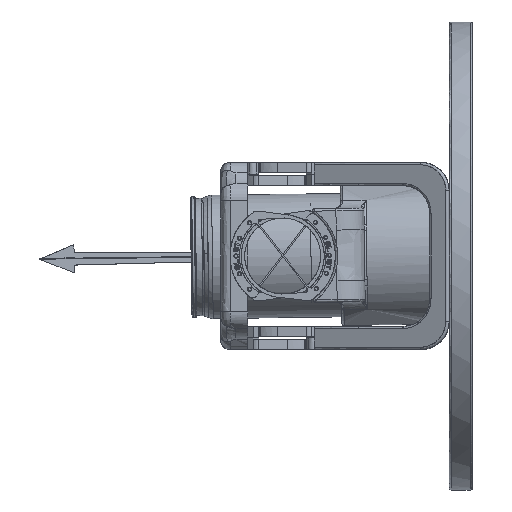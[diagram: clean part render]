
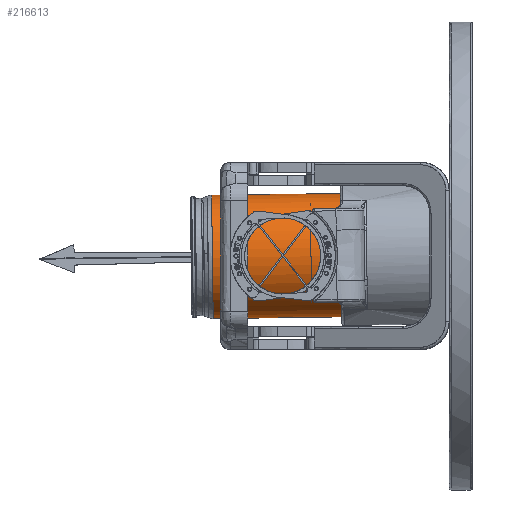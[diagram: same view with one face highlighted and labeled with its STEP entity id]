
A CAD part, left-side view. The second image highlights one B-rep face of the part: STEP entity #216613.
In plain terms, the highlighted free-form (B-spline) face has degree [2, 1] with [5, 2] control points.
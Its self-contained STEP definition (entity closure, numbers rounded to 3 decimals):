
#216613 = ADVANCED_FACE('',(#216614),#216650,.T.);
#216614 = FACE_BOUND('',#216615,.T.);
#216615 = EDGE_LOOP('',(#216616,#216628,#216635,#216645));
#216616 = ORIENTED_EDGE('',*,*,#216617,.F.);
#216617 = EDGE_CURVE('',#216618,#216620,#216622,.T.);
#216618 = VERTEX_POINT('',#216619);
#216619 = CARTESIAN_POINT('',(-1.801,-47.71,
    -33.085));
#216620 = VERTEX_POINT('',#216621);
#216621 = CARTESIAN_POINT('',(2.165,-46.777,
    35.191));
#216622 = ( BOUNDED_CURVE() B_SPLINE_CURVE(2,(#216623,#216624,#216625,
#216626,#216627),.UNSPECIFIED.,.F.,.F.) B_SPLINE_CURVE_WITH_KNOTS((3,2,3
    ),(3.142,4.712,6.283),
.PIECEWISE_BEZIER_KNOTS.) CURVE() GEOMETRIC_REPRESENTATION_ITEM() 
RATIONAL_B_SPLINE_CURVE((1.,0.707,1.,0.707,1.)) 
REPRESENTATION_ITEM('') );
#216623 = CARTESIAN_POINT('',(-1.801,-47.71,
    -33.085));
#216624 = CARTESIAN_POINT('',(-35.942,-47.763,
    -31.101));
#216625 = CARTESIAN_POINT('',(-33.959,-47.297,
    3.037));
#216626 = CARTESIAN_POINT('',(-31.976,-46.83,
    37.175));
#216627 = CARTESIAN_POINT('',(2.165,-46.777,
    35.191));
#216628 = ORIENTED_EDGE('',*,*,#216629,.F.);
#216629 = EDGE_CURVE('',#216630,#216618,#216632,.T.);
#216630 = VERTEX_POINT('',#216631);
#216631 = CARTESIAN_POINT('',(-2.074,69.,
    -34.664));
#216632 = B_SPLINE_CURVE_WITH_KNOTS('',1,(#216633,#216634),
  .UNSPECIFIED.,.F.,.F.,(2,2),(0.,90.104),
  .PIECEWISE_BEZIER_KNOTS.);
#216633 = CARTESIAN_POINT('',(-2.074,69.,
    -34.664));
#216634 = CARTESIAN_POINT('',(-1.801,-47.71,
    -33.085));
#216635 = ORIENTED_EDGE('',*,*,#216636,.F.);
#216636 = EDGE_CURVE('',#216637,#216630,#216639,.T.);
#216637 = VERTEX_POINT('',#216638);
#216638 = CARTESIAN_POINT('',(1.892,69.933,
    33.612));
#216639 = ( BOUNDED_CURVE() B_SPLINE_CURVE(2,(#216640,#216641,#216642,
#216643,#216644),.UNSPECIFIED.,.F.,.F.) B_SPLINE_CURVE_WITH_KNOTS((3,2,3
),(0.,1.571,3.142),.PIECEWISE_BEZIER_KNOTS.) CURVE() 
GEOMETRIC_REPRESENTATION_ITEM() RATIONAL_B_SPLINE_CURVE((1.,
0.707,1.,0.707,1.)) REPRESENTATION_ITEM('') );
#216640 = CARTESIAN_POINT('',(1.892,69.933,
    33.612));
#216641 = CARTESIAN_POINT('',(-32.249,69.88,
    35.596));
#216642 = CARTESIAN_POINT('',(-34.232,69.414,
    1.458));
#216643 = CARTESIAN_POINT('',(-36.215,68.947,
    -32.68));
#216644 = CARTESIAN_POINT('',(-2.074,69.,
    -34.664));
#216645 = ORIENTED_EDGE('',*,*,#216646,.F.);
#216646 = EDGE_CURVE('',#216620,#216637,#216647,.T.);
#216647 = B_SPLINE_CURVE_WITH_KNOTS('',1,(#216648,#216649),
  .UNSPECIFIED.,.F.,.F.,(2,2),(0.,90.104),
  .PIECEWISE_BEZIER_KNOTS.);
#216648 = CARTESIAN_POINT('',(2.165,-46.777,
    35.191));
#216649 = CARTESIAN_POINT('',(1.892,69.933,
    33.612));
#216650 = ( BOUNDED_SURFACE() B_SPLINE_SURFACE(2,1,(
    (#216651,#216652)
    ,(#216653,#216654)
    ,(#216655,#216656)
    ,(#216657,#216658)
    ,(#216659,#216660
)),.UNSPECIFIED.,.F.,.F.,.F.) B_SPLINE_SURFACE_WITH_KNOTS((3,2,3),(2,2),
  (0.,1.571,3.142),(0.,90.104),
.PIECEWISE_BEZIER_KNOTS.) GEOMETRIC_REPRESENTATION_ITEM() 
RATIONAL_B_SPLINE_SURFACE((
    (1.,1.)
    ,(0.707,0.707)
    ,(1.,1.)
    ,(0.707,0.707)
,(1.,1.))) REPRESENTATION_ITEM('') SURFACE() );
#216651 = CARTESIAN_POINT('',(-2.074,69.,
    -34.664));
#216652 = CARTESIAN_POINT('',(-1.801,-47.71,
    -33.085));
#216653 = CARTESIAN_POINT('',(-36.215,68.947,
    -32.68));
#216654 = CARTESIAN_POINT('',(-35.942,-47.763,
    -31.101));
#216655 = CARTESIAN_POINT('',(-34.232,69.414,
    1.458));
#216656 = CARTESIAN_POINT('',(-33.959,-47.297,
    3.037));
#216657 = CARTESIAN_POINT('',(-32.249,69.88,
    35.596));
#216658 = CARTESIAN_POINT('',(-31.976,-46.83,
    37.175));
#216659 = CARTESIAN_POINT('',(1.892,69.933,
    33.612));
#216660 = CARTESIAN_POINT('',(2.165,-46.777,
    35.191));
